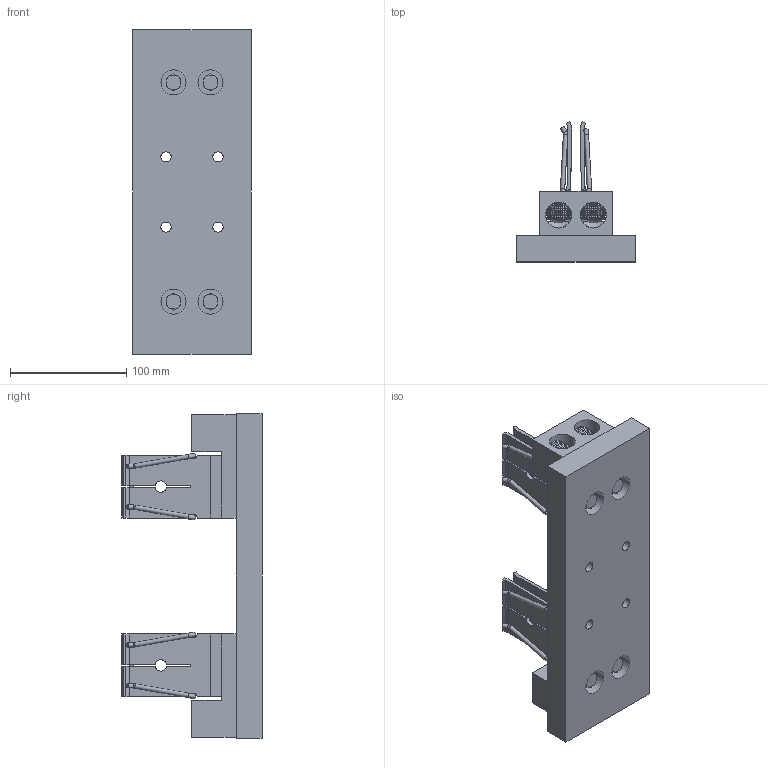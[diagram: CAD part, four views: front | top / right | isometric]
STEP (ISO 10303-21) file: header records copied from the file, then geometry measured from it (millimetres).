
FILE_DESCRIPTION (( 'STEP AP214' ), '1' );
FILE_NAME ('700518revA.STEP', '2014-01-17T13:59:38', ( '' ), ( '' ), 'SwSTEP 2.0', 'SolidWorks 2013', '' );
FILE_SCHEMA (( 'AUTOMOTIVE_DESIGN' ));
Length unit declared in the file: inch
Products named in the file (1): 700518revA
Bounding box: 101.6 x 120.5 x 279.4 mm (x, y, z)
Volume: 888339.2 mm3; surface area: 216077.6 mm2
Topology: 23 solids, 23 shells, 776 faces, 1742 edges, 1034 vertices
Faces by surface type: cone 324, plane 256, cylinder 172, torus 20, sphere 4
Full cylindrical faces by diameter (mm): 3.759 x18, 6.756 x4, 7.937 x64, 7.938 x4, 8.611 x4, 8.738 x4, 11.506 x4, 12.7 x4, 19.05 x8, 21.59 x6, 22.225 x8
Entity records: 30304 total; most frequent: CARTESIAN_POINT 4277, DIRECTION 3334, ORIENTED_EDGE 2608, AXIS2_PLACEMENT_3D 1389, EDGE_CURVE 1304, EDGE_LOOP 1266, VERTEX_POINT 1008, FACE_OUTER_BOUND 924
